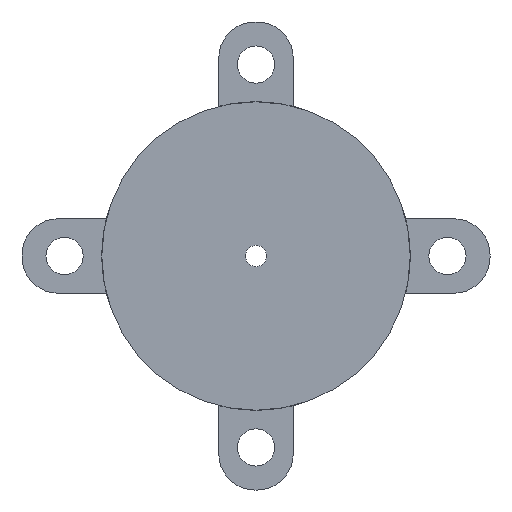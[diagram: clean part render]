
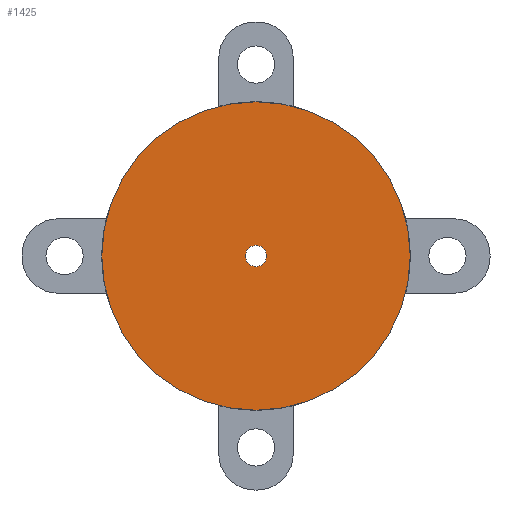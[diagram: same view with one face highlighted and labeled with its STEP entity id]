
A CAD part, front view. The second image highlights one B-rep face of the part: STEP entity #1425.
In plain terms, the highlighted planar face has unit normal (0, -1, 0).
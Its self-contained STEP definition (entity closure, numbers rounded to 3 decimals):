
#72 = CYLINDRICAL_SURFACE('',#73,14.5);
#73 = AXIS2_PLACEMENT_3D('',#74,#75,#76);
#74 = CARTESIAN_POINT('',(0.,1.,0.));
#75 = DIRECTION('',(0.,1.,0.));
#76 = DIRECTION('',(1.,0.,0.));
#491 = VERTEX_POINT('',#492);
#492 = CARTESIAN_POINT('',(14.5,-1.,0.));
#511 = EDGE_CURVE('',#491,#491,#512,.T.);
#512 = SURFACE_CURVE('',#513,(#518,#524),.PCURVE_S1.);
#513 = CIRCLE('',#514,14.5);
#514 = AXIS2_PLACEMENT_3D('',#515,#516,#517);
#515 = CARTESIAN_POINT('',(0.,-1.,0.));
#516 = DIRECTION('',(0.,-1.,0.));
#517 = DIRECTION('',(1.,0.,0.));
#518 = PCURVE('',#72,#519);
#519 = DEFINITIONAL_REPRESENTATION('',(#520),#523);
#520 = B_SPLINE_CURVE_WITH_KNOTS('',1,(#521,#522),.UNSPECIFIED.,.F.,.F.,
  (2,2),(0.,6.283),.PIECEWISE_BEZIER_KNOTS.);
#521 = CARTESIAN_POINT('',(0.,-2.));
#522 = CARTESIAN_POINT('',(-6.283,-2.));
#523 = ( GEOMETRIC_REPRESENTATION_CONTEXT(2) 
PARAMETRIC_REPRESENTATION_CONTEXT() REPRESENTATION_CONTEXT('2D SPACE',''
  ) );
#524 = PCURVE('',#525,#530);
#525 = PLANE('',#526);
#526 = AXIS2_PLACEMENT_3D('',#527,#528,#529);
#527 = CARTESIAN_POINT('',(0.,-1.,0.));
#528 = DIRECTION('',(0.,-1.,0.));
#529 = DIRECTION('',(0.,0.,-1.));
#530 = DEFINITIONAL_REPRESENTATION('',(#531),#535);
#531 = CIRCLE('',#532,14.5);
#532 = AXIS2_PLACEMENT_2D('',#533,#534);
#533 = CARTESIAN_POINT('',(0.,0.));
#534 = DIRECTION('',(0.,1.));
#535 = ( GEOMETRIC_REPRESENTATION_CONTEXT(2) 
PARAMETRIC_REPRESENTATION_CONTEXT() REPRESENTATION_CONTEXT('2D SPACE',''
  ) );
#1425 = ADVANCED_FACE('',(#1426,#1429),#525,.T.);
#1426 = FACE_BOUND('',#1427,.T.);
#1427 = EDGE_LOOP('',(#1428));
#1428 = ORIENTED_EDGE('',*,*,#511,.T.);
#1429 = FACE_BOUND('',#1430,.T.);
#1430 = EDGE_LOOP('',(#1431));
#1431 = ORIENTED_EDGE('',*,*,#1432,.F.);
#1432 = EDGE_CURVE('',#1433,#1433,#1435,.T.);
#1433 = VERTEX_POINT('',#1434);
#1434 = CARTESIAN_POINT('',(1.,-1.,0.));
#1435 = SURFACE_CURVE('',#1436,(#1441,#1448),.PCURVE_S1.);
#1436 = CIRCLE('',#1437,1.);
#1437 = AXIS2_PLACEMENT_3D('',#1438,#1439,#1440);
#1438 = CARTESIAN_POINT('',(0.,-1.,0.));
#1439 = DIRECTION('',(0.,-1.,0.));
#1440 = DIRECTION('',(1.,0.,0.));
#1441 = PCURVE('',#525,#1442);
#1442 = DEFINITIONAL_REPRESENTATION('',(#1443),#1447);
#1443 = CIRCLE('',#1444,1.);
#1444 = AXIS2_PLACEMENT_2D('',#1445,#1446);
#1445 = CARTESIAN_POINT('',(0.,0.));
#1446 = DIRECTION('',(0.,1.));
#1447 = ( GEOMETRIC_REPRESENTATION_CONTEXT(2) 
PARAMETRIC_REPRESENTATION_CONTEXT() REPRESENTATION_CONTEXT('2D SPACE',''
  ) );
#1448 = PCURVE('',#1449,#1454);
#1449 = CYLINDRICAL_SURFACE('',#1450,1.);
#1450 = AXIS2_PLACEMENT_3D('',#1451,#1452,#1453);
#1451 = CARTESIAN_POINT('',(0.,-1.,0.));
#1452 = DIRECTION('',(0.,-1.,0.));
#1453 = DIRECTION('',(1.,0.,0.));
#1454 = DEFINITIONAL_REPRESENTATION('',(#1455),#1458);
#1455 = B_SPLINE_CURVE_WITH_KNOTS('',1,(#1456,#1457),.UNSPECIFIED.,.F.,
  .F.,(2,2),(0.,6.283),.PIECEWISE_BEZIER_KNOTS.);
#1456 = CARTESIAN_POINT('',(0.,0.));
#1457 = CARTESIAN_POINT('',(6.283,0.));
#1458 = ( GEOMETRIC_REPRESENTATION_CONTEXT(2) 
PARAMETRIC_REPRESENTATION_CONTEXT() REPRESENTATION_CONTEXT('2D SPACE',''
  ) );
